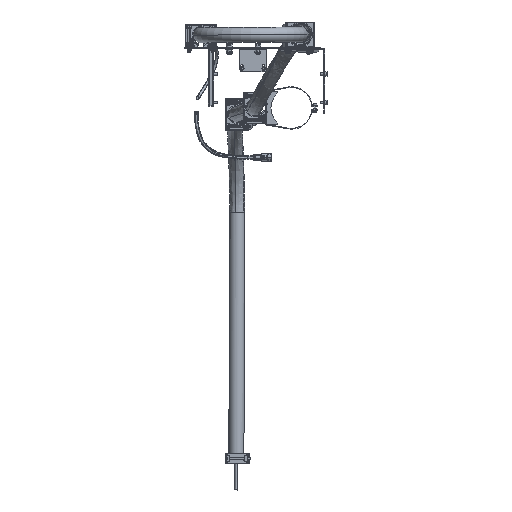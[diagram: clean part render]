
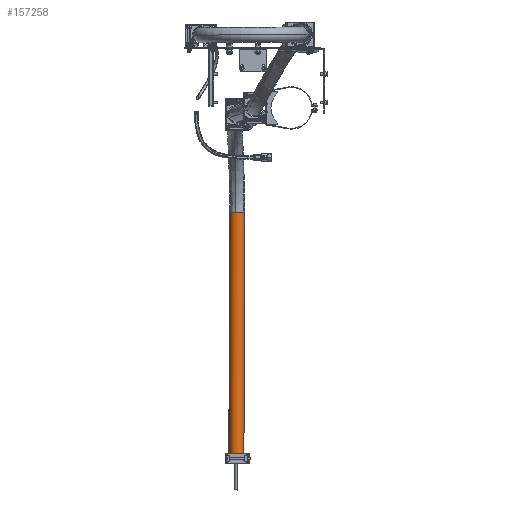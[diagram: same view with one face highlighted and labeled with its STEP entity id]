
A CAD part, left-side view. The second image highlights one B-rep face of the part: STEP entity #157258.
In plain terms, the highlighted cylindrical face has radius 21 mm (diameter 42 mm), a partial arc.
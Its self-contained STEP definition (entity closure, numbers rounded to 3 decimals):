
#4971 = VERTEX_POINT ( 'NONE', #134959 ) ;
#6690 = CARTESIAN_POINT ( 'NONE',  ( 1763.83, 151.354, 1472.664 ) ) ;
#7905 = EDGE_CURVE ( 'NONE', #17028, #4971, #86772, .T. ) ;
#14297 = AXIS2_PLACEMENT_3D ( 'NONE', #109029, #33854, #121685 ) ;
#15153 = CARTESIAN_POINT ( 'NONE',  ( 1763.83, 151.354, 1472.664 ) ) ;
#17028 = VERTEX_POINT ( 'NONE', #56300 ) ;
#19167 = CIRCLE ( 'NONE', #39055, 21. ) ;
#19299 = DIRECTION ( 'NONE',  ( 0., 0.003, -1. ) ) ;
#22315 = CARTESIAN_POINT ( 'NONE',  ( 1743.205, 155.306, 1472.676 ) ) ;
#25326 = VERTEX_POINT ( 'NONE', #22315 ) ;
#26037 = AXIS2_PLACEMENT_3D ( 'NONE', #15153, #102925, #27763 ) ;
#27763 = DIRECTION ( 'NONE',  ( 0.982, -0.188, -0.001 ) ) ;
#32209 = EDGE_LOOP ( 'NONE', ( #32417, #118071, #36995, #133942, #86884 ) ) ;
#32417 = ORIENTED_EDGE ( 'NONE', *, *, #50126, .F. ) ;
#33854 = DIRECTION ( 'NONE',  ( 0., -0.003, 1. ) ) ;
#36995 = ORIENTED_EDGE ( 'NONE', *, *, #96279, .T. ) ;
#39055 = AXIS2_PLACEMENT_3D ( 'NONE', #64204, #152113, #76835 ) ;
#39527 = DIRECTION ( 'NONE',  ( 0., 0.003, -1. ) ) ;
#41507 = CYLINDRICAL_SURFACE ( 'NONE', #90616, 21. ) ;
#50126 = EDGE_CURVE ( 'NONE', #78582, #25326, #58672, .T. ) ;
#56300 = CARTESIAN_POINT ( 'NONE',  ( 1764.196, 130.358, 1472.607 ) ) ;
#58672 = CIRCLE ( 'NONE', #26037, 21. ) ;
#60569 = CARTESIAN_POINT ( 'NONE',  ( 1763.463, 172.351, 1472.722 ) ) ;
#64179 = CARTESIAN_POINT ( 'NONE',  ( 1763.463, 172.351, 1472.722 ) ) ;
#64204 = CARTESIAN_POINT ( 'NONE',  ( 1763.83, 151.354, 1472.664 ) ) ;
#65101 = CARTESIAN_POINT ( 'NONE',  ( 1763.43, 174.268, 772.724 ) ) ;
#76811 = DIRECTION ( 'NONE',  ( 0., 0.003, -1. ) ) ;
#76835 = DIRECTION ( 'NONE',  ( 0.982, -0.188, -0.001 ) ) ;
#78582 = VERTEX_POINT ( 'NONE', #60569 ) ;
#81774 = DIRECTION ( 'NONE',  ( 0.017, -1., -0.003 ) ) ;
#82650 = FACE_OUTER_BOUND ( 'NONE', #32209, .T. ) ;
#86772 = LINE ( 'NONE', #127911, #116358 ) ;
#86806 = VECTOR ( 'NONE', #76811, 1000. ) ;
#86884 = ORIENTED_EDGE ( 'NONE', *, *, #110602, .F. ) ;
#90616 = AXIS2_PLACEMENT_3D ( 'NONE', #6690, #19299, #81774 ) ;
#90781 = LINE ( 'NONE', #64179, #86806 ) ;
#96279 = EDGE_CURVE ( 'NONE', #111133, #4971, #131814, .T. ) ;
#102925 = DIRECTION ( 'NONE',  ( 0., -0.003, 1. ) ) ;
#109029 = CARTESIAN_POINT ( 'NONE',  ( 1763.796, 153.272, 772.667 ) ) ;
#110602 = EDGE_CURVE ( 'NONE', #25326, #17028, #19167, .T. ) ;
#111133 = VERTEX_POINT ( 'NONE', #65101 ) ;
#116358 = VECTOR ( 'NONE', #39527, 1000. ) ;
#118071 = ORIENTED_EDGE ( 'NONE', *, *, #124721, .T. ) ;
#121685 = DIRECTION ( 'NONE',  ( 0.982, -0.188, -0.001 ) ) ;
#124721 = EDGE_CURVE ( 'NONE', #78582, #111133, #90781, .T. ) ;
#127911 = CARTESIAN_POINT ( 'NONE',  ( 1764.196, 130.358, 1472.607 ) ) ;
#131814 = CIRCLE ( 'NONE', #14297, 21. ) ;
#133942 = ORIENTED_EDGE ( 'NONE', *, *, #7905, .F. ) ;
#134959 = CARTESIAN_POINT ( 'NONE',  ( 1764.163, 132.275, 772.609 ) ) ;
#152113 = DIRECTION ( 'NONE',  ( 0., -0.003, 1. ) ) ;
#157258 = ADVANCED_FACE ( 'NONE', ( #82650 ), #41507, .T. ) ;
